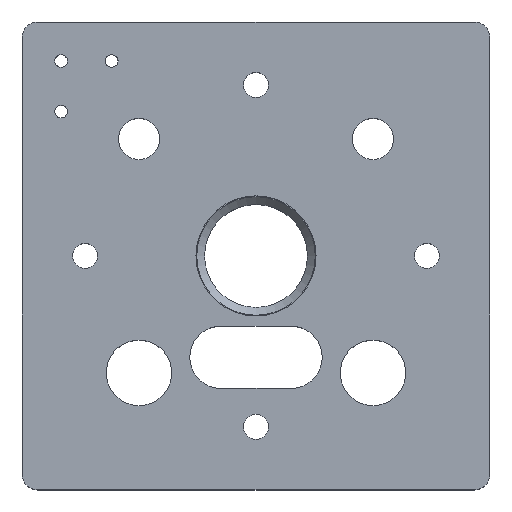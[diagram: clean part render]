
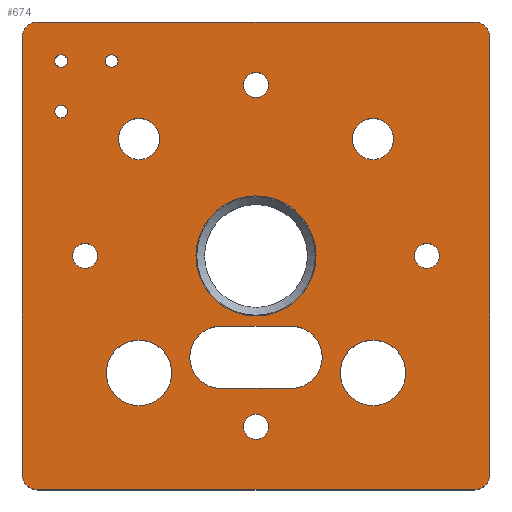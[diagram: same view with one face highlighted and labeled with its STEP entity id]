
A CAD part, top view. The second image highlights one B-rep face of the part: STEP entity #674.
In plain terms, the highlighted planar face has unit normal (0, 0, 1).
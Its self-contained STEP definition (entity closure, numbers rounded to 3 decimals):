
#17=FACE_BOUND('',#109,.T.);
#18=FACE_BOUND('',#110,.T.);
#19=FACE_BOUND('',#111,.T.);
#20=FACE_BOUND('',#112,.T.);
#21=FACE_BOUND('',#113,.T.);
#22=FACE_BOUND('',#114,.T.);
#23=FACE_BOUND('',#115,.T.);
#24=FACE_BOUND('',#116,.T.);
#25=FACE_BOUND('',#117,.T.);
#26=FACE_BOUND('',#118,.T.);
#27=FACE_BOUND('',#119,.T.);
#28=FACE_BOUND('',#120,.T.);
#29=FACE_BOUND('',#121,.T.);
#49=PLANE('',#738);
#68=FACE_OUTER_BOUND('',#108,.T.);
#108=EDGE_LOOP('',(#482,#483,#484,#485,#486,#487,#488,#489));
#109=EDGE_LOOP('',(#490));
#110=EDGE_LOOP('',(#491));
#111=EDGE_LOOP('',(#492));
#112=EDGE_LOOP('',(#493));
#113=EDGE_LOOP('',(#494));
#114=EDGE_LOOP('',(#495));
#115=EDGE_LOOP('',(#496));
#116=EDGE_LOOP('',(#497));
#117=EDGE_LOOP('',(#498));
#118=EDGE_LOOP('',(#499));
#119=EDGE_LOOP('',(#500));
#120=EDGE_LOOP('',(#501));
#121=EDGE_LOOP('',(#502,#503,#504,#505));
#178=LINE('',#1069,#221);
#179=LINE('',#1073,#222);
#180=LINE('',#1077,#223);
#181=LINE('',#1080,#224);
#182=LINE('',#1101,#225);
#183=LINE('',#1105,#226);
#221=VECTOR('',#853,10.);
#222=VECTOR('',#856,10.);
#223=VECTOR('',#859,10.);
#224=VECTOR('',#862,10.);
#225=VECTOR('',#881,10.);
#226=VECTOR('',#884,10.);
#258=CIRCLE('',#722,0.812);
#260=CIRCLE('',#725,0.812);
#262=CIRCLE('',#728,0.812);
#268=CIRCLE('',#737,2.);
#269=CIRCLE('',#739,2.);
#270=CIRCLE('',#740,2.);
#271=CIRCLE('',#741,2.);
#272=CIRCLE('',#742,1.6);
#273=CIRCLE('',#743,1.6);
#274=CIRCLE('',#744,1.6);
#275=CIRCLE('',#745,1.6);
#276=CIRCLE('',#746,4.2);
#277=CIRCLE('',#747,4.2);
#278=CIRCLE('',#748,2.65);
#279=CIRCLE('',#749,2.65);
#280=CIRCLE('',#750,7.7);
#281=CIRCLE('',#751,4.);
#282=CIRCLE('',#752,4.);
#307=VERTEX_POINT('',#1032);
#309=VERTEX_POINT('',#1038);
#311=VERTEX_POINT('',#1044);
#318=VERTEX_POINT('',#1062);
#319=VERTEX_POINT('',#1064);
#320=VERTEX_POINT('',#1068);
#321=VERTEX_POINT('',#1070);
#322=VERTEX_POINT('',#1072);
#323=VERTEX_POINT('',#1074);
#324=VERTEX_POINT('',#1076);
#325=VERTEX_POINT('',#1078);
#326=VERTEX_POINT('',#1081);
#327=VERTEX_POINT('',#1083);
#328=VERTEX_POINT('',#1085);
#329=VERTEX_POINT('',#1087);
#330=VERTEX_POINT('',#1089);
#331=VERTEX_POINT('',#1091);
#332=VERTEX_POINT('',#1093);
#333=VERTEX_POINT('',#1095);
#334=VERTEX_POINT('',#1097);
#335=VERTEX_POINT('',#1099);
#336=VERTEX_POINT('',#1100);
#337=VERTEX_POINT('',#1102);
#338=VERTEX_POINT('',#1104);
#368=EDGE_CURVE('',#307,#307,#258,.T.);
#371=EDGE_CURVE('',#309,#309,#260,.T.);
#374=EDGE_CURVE('',#311,#311,#262,.T.);
#383=EDGE_CURVE('',#318,#319,#268,.T.);
#385=EDGE_CURVE('',#320,#318,#178,.T.);
#386=EDGE_CURVE('',#321,#320,#269,.T.);
#387=EDGE_CURVE('',#322,#321,#179,.T.);
#388=EDGE_CURVE('',#323,#322,#270,.T.);
#389=EDGE_CURVE('',#324,#323,#180,.T.);
#390=EDGE_CURVE('',#325,#324,#271,.T.);
#391=EDGE_CURVE('',#319,#325,#181,.T.);
#392=EDGE_CURVE('',#326,#326,#272,.T.);
#393=EDGE_CURVE('',#327,#327,#273,.T.);
#394=EDGE_CURVE('',#328,#328,#274,.T.);
#395=EDGE_CURVE('',#329,#329,#275,.T.);
#396=EDGE_CURVE('',#330,#330,#276,.T.);
#397=EDGE_CURVE('',#331,#331,#277,.T.);
#398=EDGE_CURVE('',#332,#332,#278,.T.);
#399=EDGE_CURVE('',#333,#333,#279,.T.);
#400=EDGE_CURVE('',#334,#334,#280,.T.);
#401=EDGE_CURVE('',#335,#336,#182,.T.);
#402=EDGE_CURVE('',#336,#337,#281,.T.);
#403=EDGE_CURVE('',#337,#338,#183,.T.);
#404=EDGE_CURVE('',#338,#335,#282,.T.);
#482=ORIENTED_EDGE('',*,*,#383,.F.);
#483=ORIENTED_EDGE('',*,*,#385,.F.);
#484=ORIENTED_EDGE('',*,*,#386,.F.);
#485=ORIENTED_EDGE('',*,*,#387,.F.);
#486=ORIENTED_EDGE('',*,*,#388,.F.);
#487=ORIENTED_EDGE('',*,*,#389,.F.);
#488=ORIENTED_EDGE('',*,*,#390,.F.);
#489=ORIENTED_EDGE('',*,*,#391,.F.);
#490=ORIENTED_EDGE('',*,*,#368,.T.);
#491=ORIENTED_EDGE('',*,*,#371,.T.);
#492=ORIENTED_EDGE('',*,*,#374,.T.);
#493=ORIENTED_EDGE('',*,*,#392,.T.);
#494=ORIENTED_EDGE('',*,*,#393,.T.);
#495=ORIENTED_EDGE('',*,*,#394,.T.);
#496=ORIENTED_EDGE('',*,*,#395,.T.);
#497=ORIENTED_EDGE('',*,*,#396,.T.);
#498=ORIENTED_EDGE('',*,*,#397,.T.);
#499=ORIENTED_EDGE('',*,*,#398,.T.);
#500=ORIENTED_EDGE('',*,*,#399,.T.);
#501=ORIENTED_EDGE('',*,*,#400,.T.);
#502=ORIENTED_EDGE('',*,*,#401,.T.);
#503=ORIENTED_EDGE('',*,*,#402,.T.);
#504=ORIENTED_EDGE('',*,*,#403,.T.);
#505=ORIENTED_EDGE('',*,*,#404,.T.);
#674=ADVANCED_FACE('',(#68,#17,#18,#19,#20,#21,#22,#23,#24,#25,#26,#27,
#28,#29),#49,.T.);
#722=AXIS2_PLACEMENT_3D('',#1033,#813,#814);
#725=AXIS2_PLACEMENT_3D('',#1039,#820,#821);
#728=AXIS2_PLACEMENT_3D('',#1045,#827,#828);
#737=AXIS2_PLACEMENT_3D('',#1065,#848,#849);
#738=AXIS2_PLACEMENT_3D('',#1067,#851,#852);
#739=AXIS2_PLACEMENT_3D('',#1071,#854,#855);
#740=AXIS2_PLACEMENT_3D('',#1075,#857,#858);
#741=AXIS2_PLACEMENT_3D('',#1079,#860,#861);
#742=AXIS2_PLACEMENT_3D('',#1082,#863,#864);
#743=AXIS2_PLACEMENT_3D('',#1084,#865,#866);
#744=AXIS2_PLACEMENT_3D('',#1086,#867,#868);
#745=AXIS2_PLACEMENT_3D('',#1088,#869,#870);
#746=AXIS2_PLACEMENT_3D('',#1090,#871,#872);
#747=AXIS2_PLACEMENT_3D('',#1092,#873,#874);
#748=AXIS2_PLACEMENT_3D('',#1094,#875,#876);
#749=AXIS2_PLACEMENT_3D('',#1096,#877,#878);
#750=AXIS2_PLACEMENT_3D('',#1098,#879,#880);
#751=AXIS2_PLACEMENT_3D('',#1103,#882,#883);
#752=AXIS2_PLACEMENT_3D('',#1106,#885,#886);
#813=DIRECTION('center_axis',(0.,0.,-1.));
#814=DIRECTION('ref_axis',(1.,0.,0.));
#820=DIRECTION('center_axis',(0.,0.,-1.));
#821=DIRECTION('ref_axis',(1.,0.,0.));
#827=DIRECTION('center_axis',(0.,0.,-1.));
#828=DIRECTION('ref_axis',(1.,0.,0.));
#848=DIRECTION('center_axis',(0.,0.,-1.));
#849=DIRECTION('ref_axis',(0.707,0.707,0.));
#851=DIRECTION('center_axis',(0.,0.,1.));
#852=DIRECTION('ref_axis',(1.,0.,0.));
#853=DIRECTION('',(1.,0.,0.));
#854=DIRECTION('center_axis',(0.,0.,-1.));
#855=DIRECTION('ref_axis',(-0.707,0.707,0.));
#856=DIRECTION('',(0.,1.,0.));
#857=DIRECTION('center_axis',(0.,0.,-1.));
#858=DIRECTION('ref_axis',(-0.707,-0.707,0.));
#859=DIRECTION('',(-1.,0.,0.));
#860=DIRECTION('center_axis',(0.,0.,-1.));
#861=DIRECTION('ref_axis',(0.707,-0.707,0.));
#862=DIRECTION('',(0.,-1.,0.));
#863=DIRECTION('center_axis',(0.,0.,-1.));
#864=DIRECTION('ref_axis',(-1.,0.,0.));
#865=DIRECTION('center_axis',(0.,0.,-1.));
#866=DIRECTION('ref_axis',(-1.,0.,0.));
#867=DIRECTION('center_axis',(0.,0.,-1.));
#868=DIRECTION('ref_axis',(-1.,0.,0.));
#869=DIRECTION('center_axis',(0.,0.,-1.));
#870=DIRECTION('ref_axis',(-1.,0.,0.));
#871=DIRECTION('center_axis',(0.,0.,-1.));
#872=DIRECTION('ref_axis',(1.,0.,0.));
#873=DIRECTION('center_axis',(0.,0.,-1.));
#874=DIRECTION('ref_axis',(1.,0.,0.));
#875=DIRECTION('center_axis',(0.,0.,-1.));
#876=DIRECTION('ref_axis',(1.,0.,0.));
#877=DIRECTION('center_axis',(0.,0.,-1.));
#878=DIRECTION('ref_axis',(1.,0.,0.));
#879=DIRECTION('center_axis',(0.,0.,-1.));
#880=DIRECTION('ref_axis',(1.,0.,0.));
#881=DIRECTION('',(-1.,0.,0.));
#882=DIRECTION('center_axis',(0.,0.,-1.));
#883=DIRECTION('ref_axis',(0.,1.,0.));
#884=DIRECTION('',(1.,0.,0.));
#885=DIRECTION('center_axis',(0.,0.,-1.));
#886=DIRECTION('ref_axis',(0.,-1.,0.));
#1032=CARTESIAN_POINT('',(-25.812,25.,0.));
#1033=CARTESIAN_POINT('Origin',(-25.,25.,0.));
#1038=CARTESIAN_POINT('',(-19.312,25.,0.));
#1039=CARTESIAN_POINT('Origin',(-18.5,25.,0.));
#1044=CARTESIAN_POINT('',(-25.812,18.5,0.));
#1045=CARTESIAN_POINT('Origin',(-25.,18.5,0.));
#1062=CARTESIAN_POINT('',(28.,30.,0.));
#1064=CARTESIAN_POINT('',(30.,28.,0.));
#1065=CARTESIAN_POINT('Origin',(28.,28.,0.));
#1067=CARTESIAN_POINT('Origin',(0.,0.,0.));
#1068=CARTESIAN_POINT('',(-28.,30.,0.));
#1069=CARTESIAN_POINT('',(-30.,30.,0.));
#1070=CARTESIAN_POINT('',(-30.,28.,0.));
#1071=CARTESIAN_POINT('Origin',(-28.,28.,0.));
#1072=CARTESIAN_POINT('',(-30.,-28.,0.));
#1073=CARTESIAN_POINT('',(-30.,-30.,0.));
#1074=CARTESIAN_POINT('',(-28.,-30.,0.));
#1075=CARTESIAN_POINT('Origin',(-28.,-28.,0.));
#1076=CARTESIAN_POINT('',(28.,-30.,0.));
#1077=CARTESIAN_POINT('',(30.,-30.,0.));
#1078=CARTESIAN_POINT('',(30.,-28.,0.));
#1079=CARTESIAN_POINT('Origin',(28.,-28.,0.));
#1080=CARTESIAN_POINT('',(30.,30.,0.));
#1081=CARTESIAN_POINT('',(1.6,-21.92,0.));
#1082=CARTESIAN_POINT('Origin',(0.,-21.92,
0.));
#1083=CARTESIAN_POINT('',(1.6,21.92,0.));
#1084=CARTESIAN_POINT('Origin',(0.,21.92,0.));
#1085=CARTESIAN_POINT('',(-20.32,0.,0.));
#1086=CARTESIAN_POINT('Origin',(-21.92,0.,
0.));
#1087=CARTESIAN_POINT('',(23.52,0.,0.));
#1088=CARTESIAN_POINT('Origin',(21.92,0.,0.));
#1089=CARTESIAN_POINT('',(-19.2,-15.,0.));
#1090=CARTESIAN_POINT('Origin',(-15.,-15.,0.));
#1091=CARTESIAN_POINT('',(10.8,-15.,0.));
#1092=CARTESIAN_POINT('Origin',(15.,-15.,0.));
#1093=CARTESIAN_POINT('',(-17.65,15.,0.));
#1094=CARTESIAN_POINT('Origin',(-15.,15.,0.));
#1095=CARTESIAN_POINT('',(12.35,15.,0.));
#1096=CARTESIAN_POINT('Origin',(15.,15.,0.));
#1097=CARTESIAN_POINT('',(-7.7,0.,0.));
#1098=CARTESIAN_POINT('Origin',(0.,0.,0.));
#1099=CARTESIAN_POINT('',(4.5,-17.,0.));
#1100=CARTESIAN_POINT('',(-4.5,-17.,0.));
#1101=CARTESIAN_POINT('',(2.25,-17.,0.));
#1102=CARTESIAN_POINT('',(-4.5,-9.,0.));
#1103=CARTESIAN_POINT('Origin',(-4.5,-13.,0.));
#1104=CARTESIAN_POINT('',(4.5,-9.,0.));
#1105=CARTESIAN_POINT('',(-2.25,-9.,0.));
#1106=CARTESIAN_POINT('Origin',(4.5,-13.,0.));
